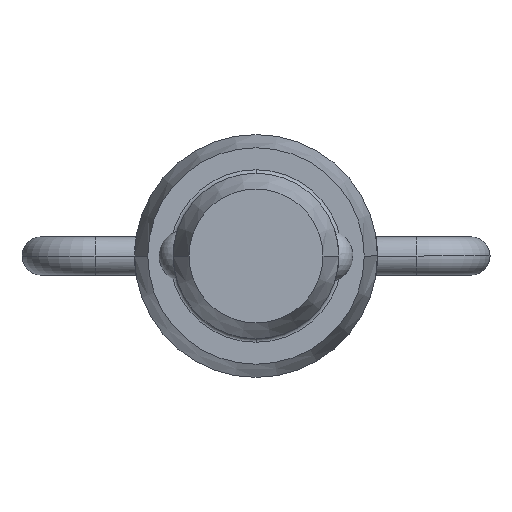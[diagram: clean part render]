
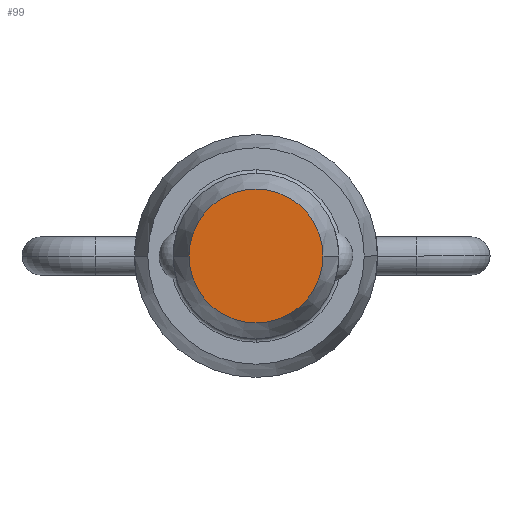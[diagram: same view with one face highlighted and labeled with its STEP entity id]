
A CAD part, front view. The second image highlights one B-rep face of the part: STEP entity #99.
In plain terms, the highlighted planar face has unit normal (0, -1, 0).
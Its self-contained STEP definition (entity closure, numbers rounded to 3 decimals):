
#99=ADVANCED_FACE('',(#216),#217,.T.);
#216=FACE_OUTER_BOUND('',#349,.T.);
#217=PLANE('',#350);
#349=EDGE_LOOP('',(#579,#580));
#350=AXIS2_PLACEMENT_3D('',#581,#582,#583);
#579=ORIENTED_EDGE('',*,*,#882,.T.);
#580=ORIENTED_EDGE('',*,*,#814,.T.);
#581=CARTESIAN_POINT('',(-2.381,-47.371,0.0));
#582=DIRECTION('',(0.,-1.0,0.0));
#583=DIRECTION('',(1.0,0.,0.0));
#814=EDGE_CURVE('',#977,#974,#978,.T.);
#882=EDGE_CURVE('',#974,#977,#1081,.T.);
#974=VERTEX_POINT('',#1202);
#977=VERTEX_POINT('',#1206);
#978=CIRCLE('',#1207,3.853);
#1081=CIRCLE('',#1454,3.853);
#1202=CARTESIAN_POINT('',(-3.853,-47.371,0.0));
#1206=CARTESIAN_POINT('',(3.853,-47.371,0.));
#1207=AXIS2_PLACEMENT_3D('',#1584,#1585,#1586);
#1454=AXIS2_PLACEMENT_3D('',#1692,#1693,#1694);
#1584=CARTESIAN_POINT('',(0.0,-47.371,0.0));
#1585=DIRECTION('',(0.,-1.0,0.0));
#1586=DIRECTION('',(-1.0,0.,0.0));
#1692=CARTESIAN_POINT('',(0.0,-47.371,0.0));
#1693=DIRECTION('',(0.,-1.0,0.0));
#1694=DIRECTION('',(-1.0,0.,0.0));
